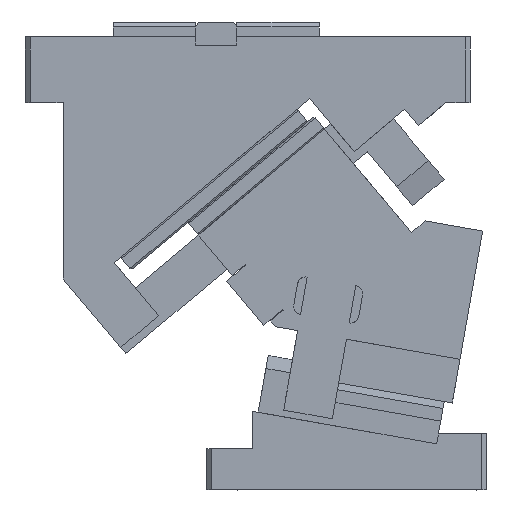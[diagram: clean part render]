
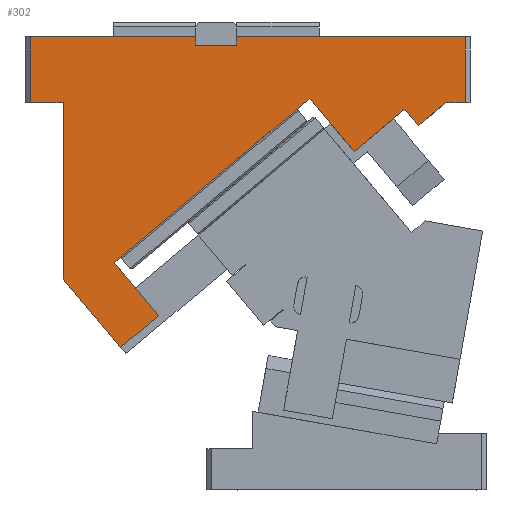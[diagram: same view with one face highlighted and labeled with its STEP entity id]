
A CAD part, front view. The second image highlights one B-rep face of the part: STEP entity #302.
In plain terms, the highlighted planar face has unit normal (0, -1, 0).
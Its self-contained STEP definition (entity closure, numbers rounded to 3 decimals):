
#57=CARTESIAN_POINT('Line Origine',(-54.217,0.,139.534)) ;
#61=CARTESIAN_POINT('Vertex',(-52.302,0.,141.141)) ;
#63=CARTESIAN_POINT('Vertex',(-56.133,0.,137.928)) ;
#98=CARTESIAN_POINT('Vertex',(62.604,0.,237.56)) ;
#101=CARTESIAN_POINT('Line Origine',(58.774,0.,234.346)) ;
#105=CARTESIAN_POINT('Vertex',(54.944,0.,231.132)) ;
#108=CARTESIAN_POINT('Line Origine',(1.321,0.,186.137)) ;
#158=CARTESIAN_POINT('Axis2P3D Location',(1129.983,0.,317.759)) ;
#163=CARTESIAN_POINT('Line Origine',(5.868,0.,270.)) ;
#167=CARTESIAN_POINT('Vertex',(18.368,0.,270.)) ;
#169=CARTESIAN_POINT('Vertex',(-6.632,0.,270.)) ;
#172=CARTESIAN_POINT('Line Origine',(-6.632,0.,272.5)) ;
#176=CARTESIAN_POINT('Vertex',(-6.632,0.,275.)) ;
#179=CARTESIAN_POINT('Line Origine',(-56.816,0.,275.)) ;
#183=CARTESIAN_POINT('Vertex',(-107.,0.,275.)) ;
#186=CARTESIAN_POINT('Line Origine',(-107.,0.,255.)) ;
#190=CARTESIAN_POINT('Vertex',(-107.,0.,235.)) ;
#193=CARTESIAN_POINT('Line Origine',(-97.,0.,235.)) ;
#197=CARTESIAN_POINT('Vertex',(-87.,0.,235.)) ;
#200=CARTESIAN_POINT('Line Origine',(-87.,0.,181.521)) ;
#204=CARTESIAN_POINT('Vertex',(-87.,0.,128.042)) ;
#207=CARTESIAN_POINT('Line Origine',(-69.558,0.,107.256)) ;
#211=CARTESIAN_POINT('Vertex',(-52.117,0.,86.47)) ;
#214=CARTESIAN_POINT('Line Origine',(-40.626,0.,96.112)) ;
#218=CARTESIAN_POINT('Vertex',(-29.135,0.,105.754)) ;
#221=CARTESIAN_POINT('Line Origine',(-42.634,0.,121.841)) ;
#226=CARTESIAN_POINT('Line Origine',(76.103,0.,221.473)) ;
#230=CARTESIAN_POINT('Vertex',(89.601,0.,205.386)) ;
#233=CARTESIAN_POINT('Line Origine',(104.922,0.,218.241)) ;
#237=CARTESIAN_POINT('Vertex',(120.243,0.,231.097)) ;
#240=CARTESIAN_POINT('Line Origine',(124.421,0.,226.118)) ;
#244=CARTESIAN_POINT('Vertex',(128.599,0.,221.139)) ;
#247=CARTESIAN_POINT('Line Origine',(136.859,0.,228.069)) ;
#251=CARTESIAN_POINT('Vertex',(145.119,0.,235.)) ;
#254=CARTESIAN_POINT('Line Origine',(151.059,0.,235.)) ;
#258=CARTESIAN_POINT('Vertex',(157.,0.,235.)) ;
#261=CARTESIAN_POINT('Line Origine',(157.,0.,255.)) ;
#265=CARTESIAN_POINT('Vertex',(157.,0.,275.)) ;
#268=CARTESIAN_POINT('Line Origine',(87.684,0.,275.)) ;
#272=CARTESIAN_POINT('Vertex',(18.368,0.,275.)) ;
#275=CARTESIAN_POINT('Line Origine',(18.368,0.,272.5)) ;
#58=DIRECTION('Vector Direction',(0.766,0.,0.643)) ;
#102=DIRECTION('Vector Direction',(0.766,0.,0.643)) ;
#109=DIRECTION('Vector Direction',(0.766,0.,0.643)) ;
#159=DIRECTION('Axis2P3D Direction',(0.,1.,0.)) ;
#160=DIRECTION('Axis2P3D XDirection',(-1.,0.,0.)) ;
#164=DIRECTION('Vector Direction',(-1.,0.,0.)) ;
#173=DIRECTION('Vector Direction',(0.,0.,1.)) ;
#180=DIRECTION('Vector Direction',(1.,0.,0.)) ;
#187=DIRECTION('Vector Direction',(0.,0.,-1.)) ;
#194=DIRECTION('Vector Direction',(1.,0.,0.)) ;
#201=DIRECTION('Vector Direction',(0.,0.,1.)) ;
#208=DIRECTION('Vector Direction',(-0.643,0.,0.766)) ;
#215=DIRECTION('Vector Direction',(0.766,0.,0.643)) ;
#222=DIRECTION('Vector Direction',(-0.643,0.,0.766)) ;
#227=DIRECTION('Vector Direction',(0.643,0.,-0.766)) ;
#234=DIRECTION('Vector Direction',(0.766,0.,0.643)) ;
#241=DIRECTION('Vector Direction',(-0.643,0.,0.766)) ;
#248=DIRECTION('Vector Direction',(0.766,0.,0.643)) ;
#255=DIRECTION('Vector Direction',(1.,0.,0.)) ;
#262=DIRECTION('Vector Direction',(0.,0.,-1.)) ;
#269=DIRECTION('Vector Direction',(1.,0.,0.)) ;
#276=DIRECTION('Vector Direction',(0.,0.,-1.)) ;
#161=AXIS2_PLACEMENT_3D('Plane Axis2P3D',#158,#159,#160) ;
#281=ORIENTED_EDGE('',*,*,#171,.T.) ;
#282=ORIENTED_EDGE('',*,*,#178,.T.) ;
#283=ORIENTED_EDGE('',*,*,#185,.F.) ;
#284=ORIENTED_EDGE('',*,*,#192,.T.) ;
#285=ORIENTED_EDGE('',*,*,#199,.T.) ;
#286=ORIENTED_EDGE('',*,*,#206,.F.) ;
#287=ORIENTED_EDGE('',*,*,#213,.F.) ;
#288=ORIENTED_EDGE('',*,*,#220,.T.) ;
#289=ORIENTED_EDGE('',*,*,#225,.T.) ;
#290=ORIENTED_EDGE('',*,*,#65,.F.) ;
#291=ORIENTED_EDGE('',*,*,#112,.F.) ;
#292=ORIENTED_EDGE('',*,*,#107,.F.) ;
#293=ORIENTED_EDGE('',*,*,#232,.T.) ;
#294=ORIENTED_EDGE('',*,*,#239,.T.) ;
#295=ORIENTED_EDGE('',*,*,#246,.F.) ;
#296=ORIENTED_EDGE('',*,*,#253,.F.) ;
#297=ORIENTED_EDGE('',*,*,#260,.F.) ;
#298=ORIENTED_EDGE('',*,*,#267,.F.) ;
#299=ORIENTED_EDGE('',*,*,#274,.F.) ;
#300=ORIENTED_EDGE('',*,*,#279,.T.) ;
#59=VECTOR('Line Direction',#58,1.) ;
#103=VECTOR('Line Direction',#102,1.) ;
#110=VECTOR('Line Direction',#109,1.) ;
#165=VECTOR('Line Direction',#164,1.) ;
#174=VECTOR('Line Direction',#173,1.) ;
#181=VECTOR('Line Direction',#180,1.) ;
#188=VECTOR('Line Direction',#187,1.) ;
#195=VECTOR('Line Direction',#194,1.) ;
#202=VECTOR('Line Direction',#201,1.) ;
#209=VECTOR('Line Direction',#208,1.) ;
#216=VECTOR('Line Direction',#215,1.) ;
#223=VECTOR('Line Direction',#222,1.) ;
#228=VECTOR('Line Direction',#227,1.) ;
#235=VECTOR('Line Direction',#234,1.) ;
#242=VECTOR('Line Direction',#241,1.) ;
#249=VECTOR('Line Direction',#248,1.) ;
#256=VECTOR('Line Direction',#255,1.) ;
#263=VECTOR('Line Direction',#262,1.) ;
#270=VECTOR('Line Direction',#269,1.) ;
#277=VECTOR('Line Direction',#276,1.) ;
#302=ADVANCED_FACE('CAM HOLDER',(#301),#162,.F.) ;
#65=EDGE_CURVE('',#62,#64,#60,.F.) ;
#107=EDGE_CURVE('',#99,#106,#104,.F.) ;
#112=EDGE_CURVE('',#106,#62,#111,.F.) ;
#171=EDGE_CURVE('',#168,#170,#166,.T.) ;
#178=EDGE_CURVE('',#170,#177,#175,.T.) ;
#185=EDGE_CURVE('',#184,#177,#182,.T.) ;
#192=EDGE_CURVE('',#184,#191,#189,.T.) ;
#199=EDGE_CURVE('',#191,#198,#196,.T.) ;
#206=EDGE_CURVE('',#205,#198,#203,.T.) ;
#213=EDGE_CURVE('',#212,#205,#210,.T.) ;
#220=EDGE_CURVE('',#212,#219,#217,.T.) ;
#225=EDGE_CURVE('',#219,#64,#224,.T.) ;
#232=EDGE_CURVE('',#99,#231,#229,.T.) ;
#239=EDGE_CURVE('',#231,#238,#236,.T.) ;
#246=EDGE_CURVE('',#245,#238,#243,.T.) ;
#253=EDGE_CURVE('',#252,#245,#250,.F.) ;
#260=EDGE_CURVE('',#259,#252,#257,.F.) ;
#267=EDGE_CURVE('',#266,#259,#264,.T.) ;
#274=EDGE_CURVE('',#273,#266,#271,.T.) ;
#279=EDGE_CURVE('',#273,#168,#278,.T.) ;
#280=EDGE_LOOP('',(#281,#282,#283,#284,#285,#286,#287,#288,#289,#290,#291,#292,#293,#294,#295,#296,#297,#298,#299,#300)) ;
#301=FACE_OUTER_BOUND('',#280,.T.) ;
#60=LINE('Line',#57,#59) ;
#104=LINE('Line',#101,#103) ;
#111=LINE('Line',#108,#110) ;
#166=LINE('Line',#163,#165) ;
#175=LINE('Line',#172,#174) ;
#182=LINE('Line',#179,#181) ;
#189=LINE('Line',#186,#188) ;
#196=LINE('Line',#193,#195) ;
#203=LINE('Line',#200,#202) ;
#210=LINE('Line',#207,#209) ;
#217=LINE('Line',#214,#216) ;
#224=LINE('Line',#221,#223) ;
#229=LINE('Line',#226,#228) ;
#236=LINE('Line',#233,#235) ;
#243=LINE('Line',#240,#242) ;
#250=LINE('Line',#247,#249) ;
#257=LINE('Line',#254,#256) ;
#264=LINE('Line',#261,#263) ;
#271=LINE('Line',#268,#270) ;
#278=LINE('Line',#275,#277) ;
#162=PLANE('Plane',#161) ;
#62=VERTEX_POINT('',#61) ;
#64=VERTEX_POINT('',#63) ;
#99=VERTEX_POINT('',#98) ;
#106=VERTEX_POINT('',#105) ;
#168=VERTEX_POINT('',#167) ;
#170=VERTEX_POINT('',#169) ;
#177=VERTEX_POINT('',#176) ;
#184=VERTEX_POINT('',#183) ;
#191=VERTEX_POINT('',#190) ;
#198=VERTEX_POINT('',#197) ;
#205=VERTEX_POINT('',#204) ;
#212=VERTEX_POINT('',#211) ;
#219=VERTEX_POINT('',#218) ;
#231=VERTEX_POINT('',#230) ;
#238=VERTEX_POINT('',#237) ;
#245=VERTEX_POINT('',#244) ;
#252=VERTEX_POINT('',#251) ;
#259=VERTEX_POINT('',#258) ;
#266=VERTEX_POINT('',#265) ;
#273=VERTEX_POINT('',#272) ;
